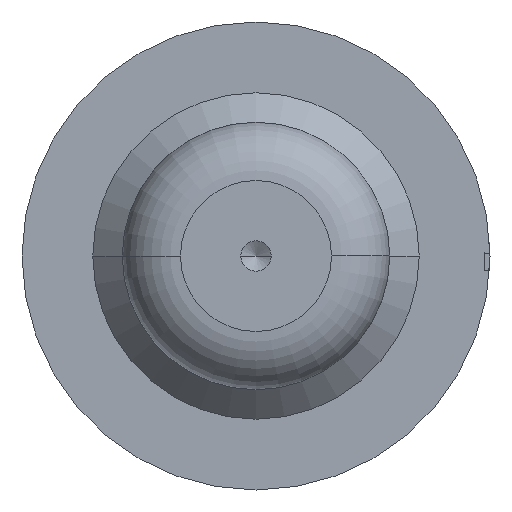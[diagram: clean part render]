
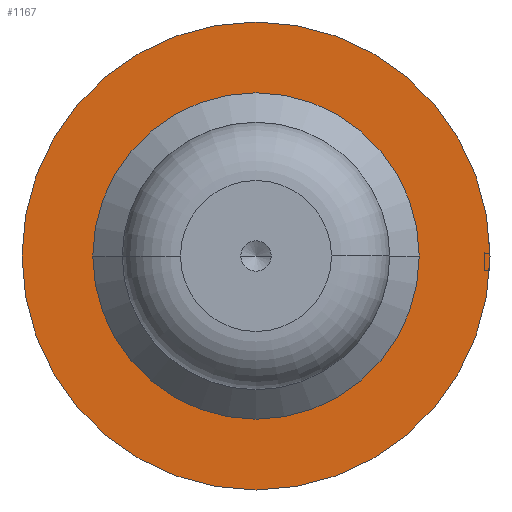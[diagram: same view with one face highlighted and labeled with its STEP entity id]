
A CAD part, front view. The second image highlights one B-rep face of the part: STEP entity #1167.
In plain terms, the highlighted planar face has unit normal (0, -1, 0).
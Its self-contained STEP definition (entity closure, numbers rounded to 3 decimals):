
#85=CARTESIAN_POINT('',(0.,-0.79,0.));
#86=DIRECTION('',(0.,-1.,0.));
#87=DIRECTION('',(1.,0.,0.));
#88=AXIS2_PLACEMENT_3D('',#85,#86,#87);
#90=CARTESIAN_POINT('',(0.,-0.79,0.));
#91=DIRECTION('',(0.,1.,0.));
#92=DIRECTION('',(1.,0.,0.));
#93=AXIS2_PLACEMENT_3D('',#90,#91,#92);
#117=CARTESIAN_POINT('',(0.,-0.79,0.));
#118=DIRECTION('',(0.,1.,0.));
#119=DIRECTION('',(1.,0.,0.));
#120=AXIS2_PLACEMENT_3D('',#117,#118,#119);
#174=CARTESIAN_POINT('',(0.,-0.79,0.));
#175=DIRECTION('',(0.,-1.,0.));
#176=DIRECTION('',(1.,0.,0.));
#177=AXIS2_PLACEMENT_3D('',#174,#175,#176);
#829=CARTESIAN_POINT('',(2.8,-0.79,0.));
#830=VERTEX_POINT('',#829);
#839=CARTESIAN_POINT('',(-2.8,-0.79,0.));
#840=VERTEX_POINT('',#839);
#841=CARTESIAN_POINT('',(-4.015,-0.79,0.));
#843=VERTEX_POINT('',#841);
#853=CARTESIAN_POINT('',(4.015,-0.79,0.));
#854=VERTEX_POINT('',#853);
#1152=CARTESIAN_POINT('',(0.,-0.79,0.));
#1153=DIRECTION('',(0.,-1.,0.));
#1154=DIRECTION('',(-1.,0.,0.));
#1155=AXIS2_PLACEMENT_3D('',#1152,#1153,#1154);
#1156=PLANE('',#1155);
#1158=ORIENTED_EDGE('',*,*,#1157,.T.);
#1160=ORIENTED_EDGE('',*,*,#1159,.F.);
#1161=EDGE_LOOP('',(#1158,#1160));
#1162=FACE_OUTER_BOUND('',#1161,.F.);
#1163=ORIENTED_EDGE('',*,*,#1147,.T.);
#1164=ORIENTED_EDGE('',*,*,#1131,.F.);
#1165=EDGE_LOOP('',(#1163,#1164));
#1166=FACE_BOUND('',#1165,.F.);
#1167=ADVANCED_FACE('',(#1162,#1166),#1156,.T.);
#89=CIRCLE('',#88,2.8);
#94=CIRCLE('',#93,2.8);
#121=CIRCLE('',#120,4.015);
#178=CIRCLE('',#177,4.015);
#1131=EDGE_CURVE('',#830,#840,#94,.T.);
#1147=EDGE_CURVE('',#830,#840,#89,.T.);
#1157=EDGE_CURVE('',#854,#843,#121,.T.);
#1159=EDGE_CURVE('',#854,#843,#178,.T.);
